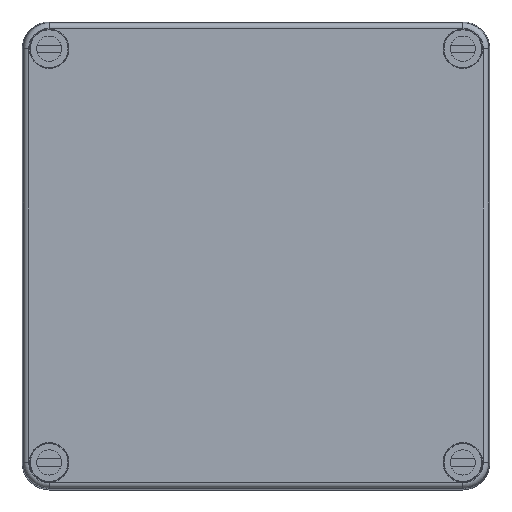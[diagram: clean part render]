
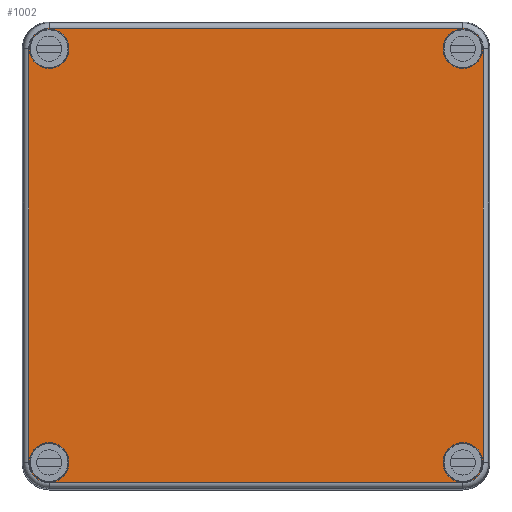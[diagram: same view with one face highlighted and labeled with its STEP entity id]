
A CAD part, top view. The second image highlights one B-rep face of the part: STEP entity #1002.
In plain terms, the highlighted planar face has unit normal (0, 0, 1).
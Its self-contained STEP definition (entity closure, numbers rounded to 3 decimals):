
#1002 = ADVANCED_FACE( '', ( #2431, #2432, #2433, #2434, #2435 ), #2436, .F. );
#2431 = FACE_BOUND( '', #4388, .T. );
#2432 = FACE_BOUND( '', #4389, .T. );
#2433 = FACE_BOUND( '', #4390, .T. );
#2434 = FACE_BOUND( '', #4391, .T. );
#2435 = FACE_OUTER_BOUND( '', #4392, .T. );
#2436 = PLANE( '', #4393 );
#4388 = EDGE_LOOP( '', ( #7094 ) );
#4389 = EDGE_LOOP( '', ( #7095 ) );
#4390 = EDGE_LOOP( '', ( #7096 ) );
#4391 = EDGE_LOOP( '', ( #7097 ) );
#4392 = EDGE_LOOP( '', ( #7098, #7099, #7100, #7101, #7102, #7103, #7104, #7105 ) );
#4393 = AXIS2_PLACEMENT_3D( '', #7106, #7107, #7108 );
#7094 = ORIENTED_EDGE( '', *, *, #11465, .F. );
#7095 = ORIENTED_EDGE( '', *, *, #11644, .F. );
#7096 = ORIENTED_EDGE( '', *, *, #11645, .F. );
#7097 = ORIENTED_EDGE( '', *, *, #11385, .F. );
#7098 = ORIENTED_EDGE( '', *, *, #11646, .T. );
#7099 = ORIENTED_EDGE( '', *, *, #11647, .F. );
#7100 = ORIENTED_EDGE( '', *, *, #11327, .T. );
#7101 = ORIENTED_EDGE( '', *, *, #11506, .T. );
#7102 = ORIENTED_EDGE( '', *, *, #11648, .F. );
#7103 = ORIENTED_EDGE( '', *, *, #11226, .T. );
#7104 = ORIENTED_EDGE( '', *, *, #11649, .F. );
#7105 = ORIENTED_EDGE( '', *, *, #11051, .F. );
#7106 = CARTESIAN_POINT( '', ( -63.173, 57.5, 39. ) );
#7107 = DIRECTION( '', ( 0., 0., -1. ) );
#7108 = DIRECTION( '', ( -1., 0., 0. ) );
#11051 = EDGE_CURVE( '', #13115, #13110, #13117, .T. );
#11226 = EDGE_CURVE( '', #13415, #13413, #13416, .T. );
#11327 = EDGE_CURVE( '', #13581, #13582, #13583, .T. );
#11385 = EDGE_CURVE( '', #13685, #13685, #13686, .T. );
#11465 = EDGE_CURVE( '', #13819, #13819, #13820, .T. );
#11506 = EDGE_CURVE( '', #13582, #13885, #13887, .T. );
#11644 = EDGE_CURVE( '', #14116, #14116, #14117, .T. );
#11645 = EDGE_CURVE( '', #14118, #14118, #14119, .T. );
#11646 = EDGE_CURVE( '', #13115, #14120, #14121, .T. );
#11647 = EDGE_CURVE( '', #13581, #14120, #14122, .T. );
#11648 = EDGE_CURVE( '', #13415, #13885, #14123, .T. );
#11649 = EDGE_CURVE( '', #13110, #13413, #14124, .T. );
#13110 = VERTEX_POINT( '', #16079 );
#13115 = VERTEX_POINT( '', #16085 );
#13117 = LINE( '', #16087, #16088 );
#13413 = VERTEX_POINT( '', #16477 );
#13415 = VERTEX_POINT( '', #16479 );
#13416 = LINE( '', #16480, #16481 );
#13581 = VERTEX_POINT( '', #16702 );
#13582 = VERTEX_POINT( '', #16703 );
#13583 = CIRCLE( '', #16704, 5.673 );
#13685 = VERTEX_POINT( '', #16823 );
#13686 = CIRCLE( '', #16824, 5.5 );
#13819 = VERTEX_POINT( '', #17037 );
#13820 = CIRCLE( '', #17038, 5.5 );
#13885 = VERTEX_POINT( '', #17152 );
#13887 = LINE( '', #17154, #17155 );
#14116 = VERTEX_POINT( '', #17454 );
#14117 = CIRCLE( '', #17455, 5.5 );
#14118 = VERTEX_POINT( '', #17456 );
#14119 = CIRCLE( '', #17457, 5.5 );
#14120 = VERTEX_POINT( '', #17458 );
#14121 = CIRCLE( '', #17459, 5.673 );
#14122 = LINE( '', #17460, #17461 );
#14123 = CIRCLE( '', #17462, 5.673 );
#14124 = CIRCLE( '', #17463, 5.673 );
#16079 = CARTESIAN_POINT( '', ( -57.5, -63.173, 39. ) );
#16085 = CARTESIAN_POINT( '', ( 57.5, -63.173, 39. ) );
#16087 = CARTESIAN_POINT( '', ( 57.5, -63.173, 39. ) );
#16088 = VECTOR( '', #19809, 1000. );
#16477 = CARTESIAN_POINT( '', ( -63.173, -57.5, 39. ) );
#16479 = CARTESIAN_POINT( '', ( -63.173, 57.5, 39. ) );
#16480 = CARTESIAN_POINT( '', ( -63.173, 57.5, 39. ) );
#16481 = VECTOR( '', #20050, 1000. );
#16702 = CARTESIAN_POINT( '', ( 63.173, 57.5, 39. ) );
#16703 = CARTESIAN_POINT( '', ( 57.5, 63.173, 39. ) );
#16704 = AXIS2_PLACEMENT_3D( '', #20179, #20180, #20181 );
#16823 = CARTESIAN_POINT( '', ( 63., 57.5, 39. ) );
#16824 = AXIS2_PLACEMENT_3D( '', #20295, #20296, #20297 );
#17037 = CARTESIAN_POINT( '', ( -52., -57.5, 39. ) );
#17038 = AXIS2_PLACEMENT_3D( '', #20381, #20382, #20383 );
#17152 = CARTESIAN_POINT( '', ( -57.5, 63.173, 39. ) );
#17154 = CARTESIAN_POINT( '', ( 57.5, 63.173, 39. ) );
#17155 = VECTOR( '', #20445, 1000. );
#17454 = CARTESIAN_POINT( '', ( 63., -57.5, 39. ) );
#17455 = AXIS2_PLACEMENT_3D( '', #20621, #20622, #20623 );
#17456 = CARTESIAN_POINT( '', ( -52., 57.5, 39. ) );
#17457 = AXIS2_PLACEMENT_3D( '', #20624, #20625, #20626 );
#17458 = CARTESIAN_POINT( '', ( 63.173, -57.5, 39. ) );
#17459 = AXIS2_PLACEMENT_3D( '', #20627, #20628, #20629 );
#17460 = CARTESIAN_POINT( '', ( 63.173, 57.5, 39. ) );
#17461 = VECTOR( '', #20630, 1000. );
#17462 = AXIS2_PLACEMENT_3D( '', #20631, #20632, #20633 );
#17463 = AXIS2_PLACEMENT_3D( '', #20634, #20635, #20636 );
#19809 = DIRECTION( '', ( -1., 0., 0. ) );
#20050 = DIRECTION( '', ( 0., -1., 0. ) );
#20179 = CARTESIAN_POINT( '', ( 57.5, 57.5, 39. ) );
#20180 = DIRECTION( '', ( 0., 0., 1. ) );
#20181 = DIRECTION( '', ( 1., 0., 0. ) );
#20295 = CARTESIAN_POINT( '', ( 57.5, 57.5, 39. ) );
#20296 = DIRECTION( '', ( 0., 0., 1. ) );
#20297 = DIRECTION( '', ( 1., 0., 0. ) );
#20381 = CARTESIAN_POINT( '', ( -57.5, -57.5, 39. ) );
#20382 = DIRECTION( '', ( 0., 0., 1. ) );
#20383 = DIRECTION( '', ( 1., 0., 0. ) );
#20445 = DIRECTION( '', ( -1., 0., 0. ) );
#20621 = CARTESIAN_POINT( '', ( 57.5, -57.5, 39. ) );
#20622 = DIRECTION( '', ( 0., 0., 1. ) );
#20623 = DIRECTION( '', ( 1., 0., 0. ) );
#20624 = CARTESIAN_POINT( '', ( -57.5, 57.5, 39. ) );
#20625 = DIRECTION( '', ( 0., 0., 1. ) );
#20626 = DIRECTION( '', ( 1., 0., 0. ) );
#20627 = CARTESIAN_POINT( '', ( 57.5, -57.5, 39. ) );
#20628 = DIRECTION( '', ( 0., 0., 1. ) );
#20629 = DIRECTION( '', ( 1., 0., 0. ) );
#20630 = DIRECTION( '', ( 0., -1., 0. ) );
#20631 = CARTESIAN_POINT( '', ( -57.5, 57.5, 39. ) );
#20632 = DIRECTION( '', ( 0., 0., -1. ) );
#20633 = DIRECTION( '', ( -1., 0., 0. ) );
#20634 = CARTESIAN_POINT( '', ( -57.5, -57.5, 39. ) );
#20635 = DIRECTION( '', ( 0., 0., -1. ) );
#20636 = DIRECTION( '', ( -1., 0., 0. ) );
